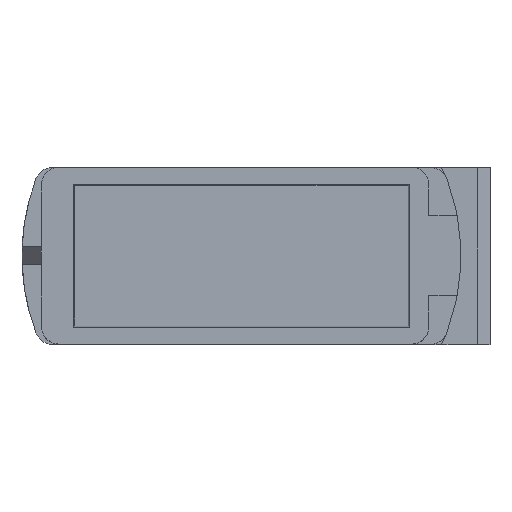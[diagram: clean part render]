
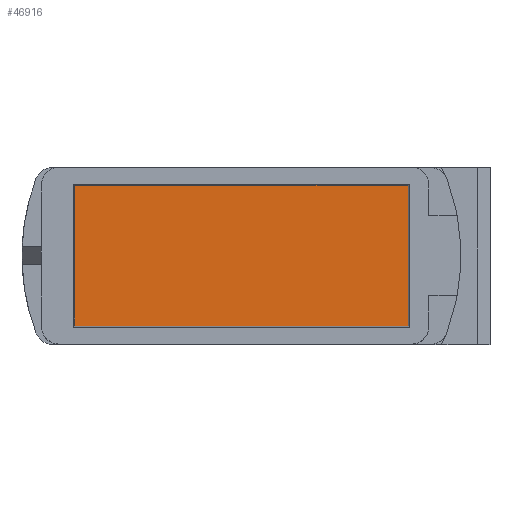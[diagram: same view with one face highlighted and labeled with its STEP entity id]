
A CAD part, top view. The second image highlights one B-rep face of the part: STEP entity #46916.
In plain terms, the highlighted planar face has unit normal (0, 0, 1).
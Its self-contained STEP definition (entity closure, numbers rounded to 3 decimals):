
#18605=DIRECTION('',(0.,-1.,0.));
#18606=VECTOR('',#18605,7.95);
#18607=CARTESIAN_POINT('',(-9.425,3.975,7.15));
#18608=LINE('',#18607,#18606);
#18609=DIRECTION('',(-1.,0.,0.));
#18610=VECTOR('',#18609,18.85);
#18611=CARTESIAN_POINT('',(9.425,3.975,7.15));
#18612=LINE('',#18611,#18610);
#18613=DIRECTION('',(0.,-1.,0.));
#18614=VECTOR('',#18613,7.95);
#18615=CARTESIAN_POINT('',(9.425,3.975,7.15));
#18616=LINE('',#18615,#18614);
#18617=DIRECTION('',(-1.,0.,0.));
#18618=VECTOR('',#18617,18.85);
#18619=CARTESIAN_POINT('',(9.425,-3.975,7.15));
#18620=LINE('',#18619,#18618);
#18715=CARTESIAN_POINT('',(-9.425,3.975,7.15));
#18716=CARTESIAN_POINT('',(-9.425,-3.975,7.15));
#18717=VERTEX_POINT('',#18715);
#18718=VERTEX_POINT('',#18716);
#18719=CARTESIAN_POINT('',(9.425,3.975,7.15));
#18720=CARTESIAN_POINT('',(9.425,-3.975,7.15));
#18721=VERTEX_POINT('',#18719);
#18722=VERTEX_POINT('',#18720);
#46905=CARTESIAN_POINT('',(0.,0.,7.15));
#46906=DIRECTION('',(0.,0.,1.));
#46907=DIRECTION('',(-1.,0.,0.));
#46908=AXIS2_PLACEMENT_3D('',#46905,#46906,#46907);
#46909=PLANE('',#46908);
#46910=ORIENTED_EDGE('',*,*,#46871,.F.);
#46911=ORIENTED_EDGE('',*,*,#46887,.F.);
#46912=ORIENTED_EDGE('',*,*,#46898,.T.);
#46913=ORIENTED_EDGE('',*,*,#46856,.T.);
#46914=EDGE_LOOP('',(#46910,#46911,#46912,#46913));
#46915=FACE_OUTER_BOUND('',#46914,.F.);
#46916=ADVANCED_FACE('',(#46915),#46909,.T.);
#46856=EDGE_CURVE('',#18722,#18718,#18620,.T.);
#46871=EDGE_CURVE('',#18717,#18718,#18608,.T.);
#46887=EDGE_CURVE('',#18721,#18717,#18612,.T.);
#46898=EDGE_CURVE('',#18721,#18722,#18616,.T.);
